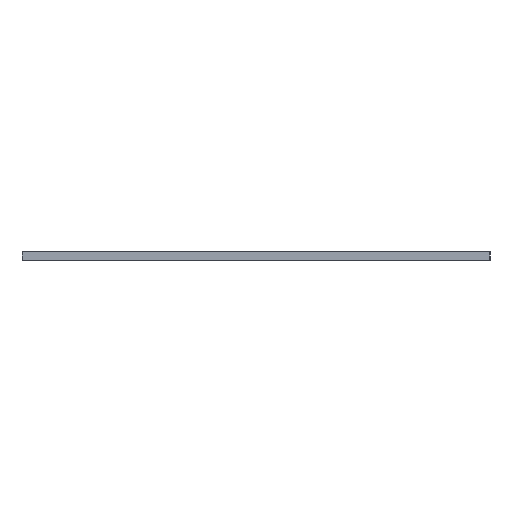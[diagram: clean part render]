
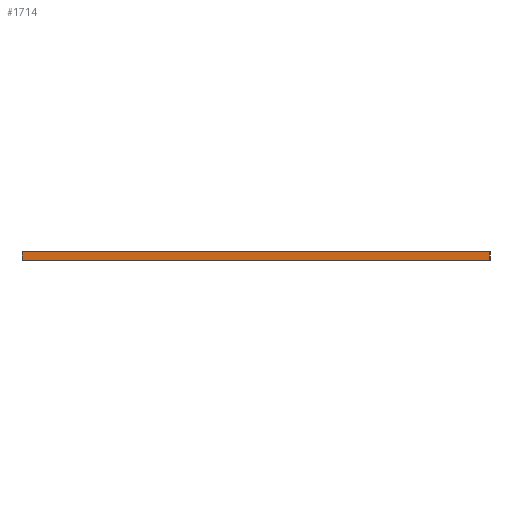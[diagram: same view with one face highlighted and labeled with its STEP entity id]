
A CAD part, left-side view. The second image highlights one B-rep face of the part: STEP entity #1714.
In plain terms, the highlighted planar face has unit normal (-1, 0, 0).
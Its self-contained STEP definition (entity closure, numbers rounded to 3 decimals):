
#55 = PLANE('',#56);
#56 = AXIS2_PLACEMENT_3D('',#57,#58,#59);
#57 = CARTESIAN_POINT('',(10.312,-9.855,0.));
#58 = DIRECTION('',(0.,1.,0.));
#59 = DIRECTION('',(1.,0.,0.));
#83 = PLANE('',#84);
#84 = AXIS2_PLACEMENT_3D('',#85,#86,#87);
#85 = CARTESIAN_POINT('',(76.733,-55.27,1.6));
#86 = DIRECTION('',(-0.,-0.,-1.));
#87 = DIRECTION('',(-1.,0.,0.));
#111 = PLANE('',#112);
#112 = AXIS2_PLACEMENT_3D('',#113,#114,#115);
#113 = CARTESIAN_POINT('',(143.154,-100.686,0.));
#114 = DIRECTION('',(0.,-1.,0.));
#115 = DIRECTION('',(-1.,0.,0.));
#137 = PLANE('',#138);
#138 = AXIS2_PLACEMENT_3D('',#139,#140,#141);
#139 = CARTESIAN_POINT('',(76.733,-55.27,0.));
#140 = DIRECTION('',(-0.,-0.,-1.));
#141 = DIRECTION('',(-1.,0.,0.));
#152 = EDGE_CURVE('',#153,#155,#157,.T.);
#153 = VERTEX_POINT('',#154);
#154 = CARTESIAN_POINT('',(10.312,-9.855,0.));
#155 = VERTEX_POINT('',#156);
#156 = CARTESIAN_POINT('',(10.312,-9.855,1.6));
#157 = SURFACE_CURVE('',#158,(#162,#169),.PCURVE_S1.);
#158 = LINE('',#159,#160);
#159 = CARTESIAN_POINT('',(10.312,-9.855,0.));
#160 = VECTOR('',#161,1.);
#161 = DIRECTION('',(0.,0.,1.));
#162 = PCURVE('',#55,#163);
#163 = DEFINITIONAL_REPRESENTATION('',(#164),#168);
#164 = LINE('',#165,#166);
#165 = CARTESIAN_POINT('',(0.,0.));
#166 = VECTOR('',#167,1.);
#167 = DIRECTION('',(0.,-1.));
#168 = ( GEOMETRIC_REPRESENTATION_CONTEXT(2) 
PARAMETRIC_REPRESENTATION_CONTEXT() REPRESENTATION_CONTEXT('2D SPACE',''
  ) );
#169 = PCURVE('',#170,#175);
#170 = PLANE('',#171);
#171 = AXIS2_PLACEMENT_3D('',#172,#173,#174);
#172 = CARTESIAN_POINT('',(10.312,-100.686,0.));
#173 = DIRECTION('',(-1.,0.,0.));
#174 = DIRECTION('',(0.,1.,0.));
#175 = DEFINITIONAL_REPRESENTATION('',(#176),#180);
#176 = LINE('',#177,#178);
#177 = CARTESIAN_POINT('',(90.83,0.));
#178 = VECTOR('',#179,1.);
#179 = DIRECTION('',(0.,-1.));
#180 = ( GEOMETRIC_REPRESENTATION_CONTEXT(2) 
PARAMETRIC_REPRESENTATION_CONTEXT() REPRESENTATION_CONTEXT('2D SPACE',''
  ) );
#230 = VERTEX_POINT('',#231);
#231 = CARTESIAN_POINT('',(10.312,-100.686,1.6));
#252 = EDGE_CURVE('',#253,#230,#255,.T.);
#253 = VERTEX_POINT('',#254);
#254 = CARTESIAN_POINT('',(10.312,-100.686,0.));
#255 = SURFACE_CURVE('',#256,(#260,#267),.PCURVE_S1.);
#256 = LINE('',#257,#258);
#257 = CARTESIAN_POINT('',(10.312,-100.686,0.));
#258 = VECTOR('',#259,1.);
#259 = DIRECTION('',(0.,0.,1.));
#260 = PCURVE('',#111,#261);
#261 = DEFINITIONAL_REPRESENTATION('',(#262),#266);
#262 = LINE('',#263,#264);
#263 = CARTESIAN_POINT('',(132.842,0.));
#264 = VECTOR('',#265,1.);
#265 = DIRECTION('',(0.,-1.));
#266 = ( GEOMETRIC_REPRESENTATION_CONTEXT(2) 
PARAMETRIC_REPRESENTATION_CONTEXT() REPRESENTATION_CONTEXT('2D SPACE',''
  ) );
#267 = PCURVE('',#170,#268);
#268 = DEFINITIONAL_REPRESENTATION('',(#269),#273);
#269 = LINE('',#270,#271);
#270 = CARTESIAN_POINT('',(0.,0.));
#271 = VECTOR('',#272,1.);
#272 = DIRECTION('',(0.,-1.));
#273 = ( GEOMETRIC_REPRESENTATION_CONTEXT(2) 
PARAMETRIC_REPRESENTATION_CONTEXT() REPRESENTATION_CONTEXT('2D SPACE',''
  ) );
#301 = EDGE_CURVE('',#253,#153,#302,.T.);
#302 = SURFACE_CURVE('',#303,(#307,#314),.PCURVE_S1.);
#303 = LINE('',#304,#305);
#304 = CARTESIAN_POINT('',(10.312,-100.686,0.));
#305 = VECTOR('',#306,1.);
#306 = DIRECTION('',(0.,1.,0.));
#307 = PCURVE('',#137,#308);
#308 = DEFINITIONAL_REPRESENTATION('',(#309),#313);
#309 = LINE('',#310,#311);
#310 = CARTESIAN_POINT('',(66.421,-45.415));
#311 = VECTOR('',#312,1.);
#312 = DIRECTION('',(0.,1.));
#313 = ( GEOMETRIC_REPRESENTATION_CONTEXT(2) 
PARAMETRIC_REPRESENTATION_CONTEXT() REPRESENTATION_CONTEXT('2D SPACE',''
  ) );
#314 = PCURVE('',#170,#315);
#315 = DEFINITIONAL_REPRESENTATION('',(#316),#320);
#316 = LINE('',#317,#318);
#317 = CARTESIAN_POINT('',(0.,0.));
#318 = VECTOR('',#319,1.);
#319 = DIRECTION('',(1.,0.));
#320 = ( GEOMETRIC_REPRESENTATION_CONTEXT(2) 
PARAMETRIC_REPRESENTATION_CONTEXT() REPRESENTATION_CONTEXT('2D SPACE',''
  ) );
#1063 = EDGE_CURVE('',#230,#155,#1064,.T.);
#1064 = SURFACE_CURVE('',#1065,(#1069,#1076),.PCURVE_S1.);
#1065 = LINE('',#1066,#1067);
#1066 = CARTESIAN_POINT('',(10.312,-100.686,1.6));
#1067 = VECTOR('',#1068,1.);
#1068 = DIRECTION('',(0.,1.,0.));
#1069 = PCURVE('',#83,#1070);
#1070 = DEFINITIONAL_REPRESENTATION('',(#1071),#1075);
#1071 = LINE('',#1072,#1073);
#1072 = CARTESIAN_POINT('',(66.421,-45.415));
#1073 = VECTOR('',#1074,1.);
#1074 = DIRECTION('',(0.,1.));
#1075 = ( GEOMETRIC_REPRESENTATION_CONTEXT(2) 
PARAMETRIC_REPRESENTATION_CONTEXT() REPRESENTATION_CONTEXT('2D SPACE',''
  ) );
#1076 = PCURVE('',#170,#1077);
#1077 = DEFINITIONAL_REPRESENTATION('',(#1078),#1082);
#1078 = LINE('',#1079,#1080);
#1079 = CARTESIAN_POINT('',(0.,-1.6));
#1080 = VECTOR('',#1081,1.);
#1081 = DIRECTION('',(1.,0.));
#1082 = ( GEOMETRIC_REPRESENTATION_CONTEXT(2) 
PARAMETRIC_REPRESENTATION_CONTEXT() REPRESENTATION_CONTEXT('2D SPACE',''
  ) );
#1714 = ADVANCED_FACE('',(#1715),#170,.T.);
#1715 = FACE_BOUND('',#1716,.T.);
#1716 = EDGE_LOOP('',(#1717,#1718,#1719,#1720));
#1717 = ORIENTED_EDGE('',*,*,#252,.T.);
#1718 = ORIENTED_EDGE('',*,*,#1063,.T.);
#1719 = ORIENTED_EDGE('',*,*,#152,.F.);
#1720 = ORIENTED_EDGE('',*,*,#301,.F.);
